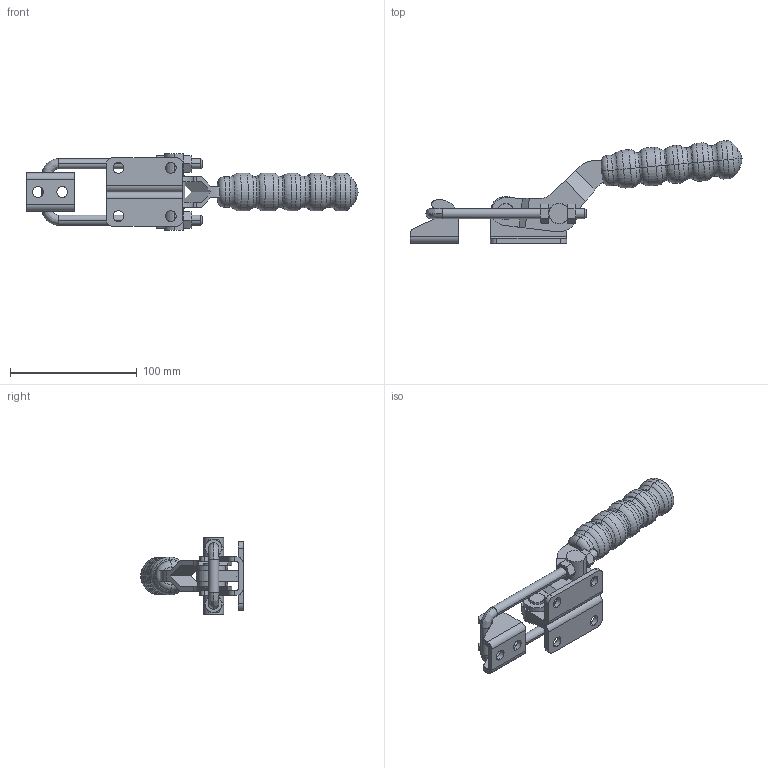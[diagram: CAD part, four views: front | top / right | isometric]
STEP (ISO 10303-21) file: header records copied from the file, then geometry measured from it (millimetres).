
FILE_DESCRIPTION (( 'STEP AP203' ), '1' );
FILE_NAME ('LU341.STEP', '2012-06-14T14:41:09', ( ' ' ), ( '' ), 'SwSTEP 2.0', 'SolidWorks 2012', '' );
FILE_SCHEMA (( 'CONFIG_CONTROL_DESIGN' ));
Length unit declared in the file: millimetre
Products named in the file (9): 14034101; 14034113; 14034114; Rivet1; 44034144; 44034150; Hex Nut Style 1_AM_B18.2.4.1M - Hex nut, Style 1,  M8 x 1.25 --D-N; PART1; LU341
Assembly tree (11 placements, depth 2):
  LU341
    14034101
    14034113
    14034114
    Rivet1
    44034144
    44034150
    Hex Nut Style 1_AM_B18.2.4.1M - Hex nut, Style 1,  M8 x 1.25 --D-N  x4
    PART1
Bounding box: 262.25 x 80.97 x 60.3 mm (x, y, z)
Volume: 135164.1 mm3; surface area: 60909.1 mm2
Topology: 11 solids, 11 shells, 334 faces, 801 edges, 489 vertices
Faces by surface type: cylinder 107, plane 101, cone 72, torus 48, bspline 6
Entity records: 9222 total; most frequent: CARTESIAN_POINT 2162, DIRECTION 1316, ORIENTED_EDGE 1238, EDGE_CURVE 619, AXIS2_PLACEMENT_3D 530, VERTEX_POINT 387, EDGE_LOOP 280, CIRCLE 272
